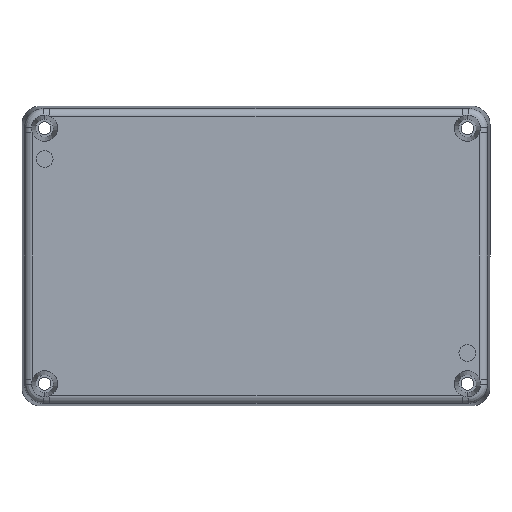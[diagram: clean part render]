
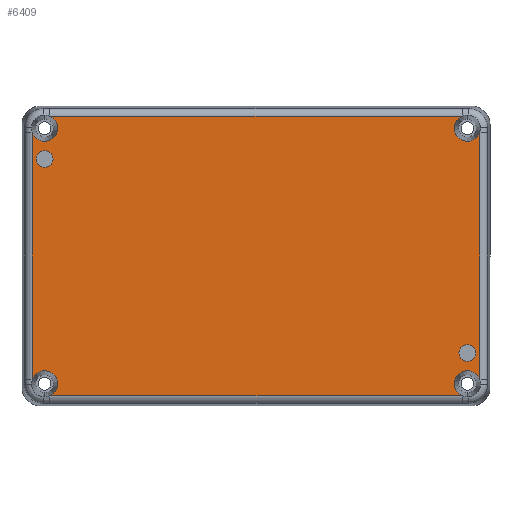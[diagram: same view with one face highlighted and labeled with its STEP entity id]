
A CAD part, front view. The second image highlights one B-rep face of the part: STEP entity #6409.
In plain terms, the highlighted planar face has unit normal (0, -1, 0).
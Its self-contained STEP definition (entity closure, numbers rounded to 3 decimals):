
#39 = CARTESIAN_POINT ( 'NONE',  ( -62.25, 0., 39.9 ) ) ;
#40 = AXIS2_PLACEMENT_3D ( 'NONE', #39, #113, #112 ) ;
#42 = FACE_OUTER_BOUND ( 'NONE', #6235, .T. ) ;
#43 = PLANE ( 'NONE',  #40 ) ;
#68 = FACE_BOUND ( 'NONE', #6229, .T. ) ;
#111 = FACE_BOUND ( 'NONE', #6232, .T. ) ;
#112 = DIRECTION ( 'NONE',  ( 0., 0., 1. ) ) ;
#113 = DIRECTION ( 'NONE',  ( 0., 1., 0. ) ) ;
#494 = DIRECTION ( 'NONE',  ( 0., -1., 0. ) ) ;
#495 = CARTESIAN_POINT ( 'NONE',  ( -56.25, 0., 34. ) ) ;
#497 = DIRECTION ( 'NONE',  ( 0., 0., -1. ) ) ;
#516 = DIRECTION ( 'NONE',  ( 0., 0., -1. ) ) ;
#517 = DIRECTION ( 'NONE',  ( 0., -1., 0. ) ) ;
#518 = CARTESIAN_POINT ( 'NONE',  ( -56.25, 0., -34. ) ) ;
#519 = AXIS2_PLACEMENT_3D ( 'NONE', #518, #517, #516 ) ;
#520 = CIRCLE ( 'NONE', #519, 3.5 ) ;
#582 = LINE ( 'NONE', #643, #642 ) ;
#641 = DIRECTION ( 'NONE',  ( 0., 0., -1. ) ) ;
#642 = VECTOR ( 'NONE', #641, 1000. ) ;
#643 = CARTESIAN_POINT ( 'NONE',  ( -59.551, 0., 39.9 ) ) ;
#645 = DIRECTION ( 'NONE',  ( 1., 0., 0. ) ) ;
#646 = VECTOR ( 'NONE', #645, 1000. ) ;
#647 = CARTESIAN_POINT ( 'NONE',  ( -62.25, 0., -37.201 ) ) ;
#648 = LINE ( 'NONE', #647, #646 ) ;
#649 = CARTESIAN_POINT ( 'NONE',  ( -54.836, 0., -37.201 ) ) ;
#654 = DIRECTION ( 'NONE',  ( 0., 0., -1. ) ) ;
#655 = DIRECTION ( 'NONE',  ( 0., -1., 0. ) ) ;
#656 = CARTESIAN_POINT ( 'NONE',  ( 56.25, 0., -34. ) ) ;
#657 = AXIS2_PLACEMENT_3D ( 'NONE', #656, #655, #654 ) ;
#658 = CIRCLE ( 'NONE', #657, 3.5 ) ;
#863 = DIRECTION ( 'NONE',  ( -1., 0., 0. ) ) ;
#864 = VECTOR ( 'NONE', #863, 1000. ) ;
#910 = CARTESIAN_POINT ( 'NONE',  ( -62.25, 0., 37.201 ) ) ;
#911 = LINE ( 'NONE', #910, #864 ) ;
#913 = DIRECTION ( 'NONE',  ( 0., 0., -1. ) ) ;
#914 = DIRECTION ( 'NONE',  ( 0., -1., 0. ) ) ;
#915 = CARTESIAN_POINT ( 'NONE',  ( 56.25, 0., 34. ) ) ;
#916 = AXIS2_PLACEMENT_3D ( 'NONE', #915, #914, #913 ) ;
#921 = CARTESIAN_POINT ( 'NONE',  ( 59.551, 0., -32.838 ) ) ;
#922 = CIRCLE ( 'NONE', #916, 3.5 ) ;
#923 = DIRECTION ( 'NONE',  ( 0., 0., 1. ) ) ;
#924 = VECTOR ( 'NONE', #923, 1000. ) ;
#925 = CARTESIAN_POINT ( 'NONE',  ( 59.551, 0., 39.9 ) ) ;
#926 = LINE ( 'NONE', #925, #924 ) ;
#927 = CARTESIAN_POINT ( 'NONE',  ( 59.551, 0., 32.838 ) ) ;
#2079 = CARTESIAN_POINT ( 'NONE',  ( -56.25, 0., -30.5 ) ) ;
#2090 = CARTESIAN_POINT ( 'NONE',  ( -59.551, 0., -32.838 ) ) ;
#2091 = CARTESIAN_POINT ( 'NONE',  ( -56.25, 0., -34. ) ) ;
#2105 = DIRECTION ( 'NONE',  ( 0., 0., -1. ) ) ;
#2106 = DIRECTION ( 'NONE',  ( 0., -1., 0. ) ) ;
#2107 = AXIS2_PLACEMENT_3D ( 'NONE', #2091, #2106, #2105 ) ;
#2108 = CIRCLE ( 'NONE', #2107, 3.5 ) ;
#2203 = DIRECTION ( 'NONE',  ( 0., 0., -1. ) ) ;
#2204 = DIRECTION ( 'NONE',  ( 0., -1., 0. ) ) ;
#2205 = CARTESIAN_POINT ( 'NONE',  ( 56.25, 0., -34. ) ) ;
#2206 = AXIS2_PLACEMENT_3D ( 'NONE', #2205, #2204, #2203 ) ;
#2207 = CIRCLE ( 'NONE', #2206, 3.5 ) ;
#2208 = CARTESIAN_POINT ( 'NONE',  ( 56.25, 0., -30.5 ) ) ;
#2226 = CARTESIAN_POINT ( 'NONE',  ( 54.836, 0., -37.201 ) ) ;
#3021 = CARTESIAN_POINT ( 'NONE',  ( 56.25, 0., 30.5 ) ) ;
#3023 = DIRECTION ( 'NONE',  ( 0., 0., -1. ) ) ;
#3024 = DIRECTION ( 'NONE',  ( 0., -1., 0. ) ) ;
#3028 = CARTESIAN_POINT ( 'NONE',  ( 56.25, 0., 34. ) ) ;
#3029 = AXIS2_PLACEMENT_3D ( 'NONE', #3028, #3024, #3023 ) ;
#3031 = CIRCLE ( 'NONE', #3029, 3.5 ) ;
#3182 = DIRECTION ( 'NONE',  ( 0., 0., 1. ) ) ;
#3183 = DIRECTION ( 'NONE',  ( 0., 1., 0. ) ) ;
#3184 = CARTESIAN_POINT ( 'NONE',  ( 56.25, 0., -25.8 ) ) ;
#3185 = AXIS2_PLACEMENT_3D ( 'NONE', #3184, #3183, #3182 ) ;
#3186 = CIRCLE ( 'NONE', #3185, 2.25 ) ;
#3223 = DIRECTION ( 'NONE',  ( 0., 0., 1. ) ) ;
#3224 = DIRECTION ( 'NONE',  ( 0., 1., 0. ) ) ;
#3225 = CARTESIAN_POINT ( 'NONE',  ( -56.25, 0., 25.8 ) ) ;
#3226 = AXIS2_PLACEMENT_3D ( 'NONE', #3225, #3224, #3223 ) ;
#3227 = CIRCLE ( 'NONE', #3226, 2.25 ) ;
#3503 = CARTESIAN_POINT ( 'NONE',  ( -56.25, 0., 30.5 ) ) ;
#3504 = DIRECTION ( 'NONE',  ( 0., 0., -1. ) ) ;
#3505 = DIRECTION ( 'NONE',  ( 0., -1., 0. ) ) ;
#3506 = CARTESIAN_POINT ( 'NONE',  ( -56.25, 0., 34. ) ) ;
#3507 = AXIS2_PLACEMENT_3D ( 'NONE', #3506, #3505, #3504 ) ;
#3514 = CARTESIAN_POINT ( 'NONE',  ( -59.551, 0., 32.838 ) ) ;
#3519 = CIRCLE ( 'NONE', #3507, 3.5 ) ;
#3662 = AXIS2_PLACEMENT_3D ( 'NONE', #3719, #3718, #3717 ) ;
#3663 = CIRCLE ( 'NONE', #3662, 2.25 ) ;
#3687 = CARTESIAN_POINT ( 'NONE',  ( -56.25, 0., 28.05 ) ) ;
#3688 = DIRECTION ( 'NONE',  ( 0., 0., 1. ) ) ;
#3689 = DIRECTION ( 'NONE',  ( 0., 1., 0. ) ) ;
#3690 = CARTESIAN_POINT ( 'NONE',  ( -56.25, 0., 25.8 ) ) ;
#3691 = AXIS2_PLACEMENT_3D ( 'NONE', #3690, #3689, #3688 ) ;
#3692 = CARTESIAN_POINT ( 'NONE',  ( -56.25, 0., 23.55 ) ) ;
#3698 = CIRCLE ( 'NONE', #3691, 2.25 ) ;
#3715 = CARTESIAN_POINT ( 'NONE',  ( 56.25, 0., -23.55 ) ) ;
#3716 = CARTESIAN_POINT ( 'NONE',  ( 56.25, 0., -28.05 ) ) ;
#3717 = DIRECTION ( 'NONE',  ( 0., 0., 1. ) ) ;
#3718 = DIRECTION ( 'NONE',  ( 0., 1., 0. ) ) ;
#3719 = CARTESIAN_POINT ( 'NONE',  ( 56.25, 0., -25.8 ) ) ;
#3995 = CARTESIAN_POINT ( 'NONE',  ( 54.836, 0., 37.201 ) ) ;
#5762 = VERTEX_POINT ( 'NONE', #2079 ) ;
#5764 = EDGE_CURVE ( 'NONE', #5762, #5765, #2108, .T. ) ;
#5765 = VERTEX_POINT ( 'NONE', #2090 ) ;
#5785 = VERTEX_POINT ( 'NONE', #2208 ) ;
#5787 = EDGE_CURVE ( 'NONE', #5785, #5788, #2207, .T. ) ;
#5788 = VERTEX_POINT ( 'NONE', #2226 ) ;
#5871 = EDGE_CURVE ( 'NONE', #5955, #5873, #3031, .T. ) ;
#5873 = VERTEX_POINT ( 'NONE', #3021 ) ;
#5893 = VERTEX_POINT ( 'NONE', #3514 ) ;
#5895 = EDGE_CURVE ( 'NONE', #5893, #5896, #3519, .T. ) ;
#5896 = VERTEX_POINT ( 'NONE', #3503 ) ;
#5955 = VERTEX_POINT ( 'NONE', #3995 ) ;
#6229 = EDGE_LOOP ( 'NONE', ( #6230, #6231 ) ) ;
#6230 = ORIENTED_EDGE ( 'NONE', *, *, #7095, .T. ) ;
#6231 = ORIENTED_EDGE ( 'NONE', *, *, #7184, .T. ) ;
#6232 = EDGE_LOOP ( 'NONE', ( #6233, #6234 ) ) ;
#6233 = ORIENTED_EDGE ( 'NONE', *, *, #7105, .T. ) ;
#6234 = ORIENTED_EDGE ( 'NONE', *, *, #7200, .T. ) ;
#6235 = EDGE_LOOP ( 'NONE', ( #6236, #6237, #6239, #6240, #6243, #6247, #6248, #6350, #6353, #6355, #6356, #6359 ) ) ;
#6236 = ORIENTED_EDGE ( 'NONE', *, *, #5895, .F. ) ;
#6237 = ORIENTED_EDGE ( 'NONE', *, *, #6238, .T. ) ;
#6238 = EDGE_CURVE ( 'NONE', #5893, #5765, #582, .T. ) ;
#6239 = ORIENTED_EDGE ( 'NONE', *, *, #5764, .F. ) ;
#6240 = ORIENTED_EDGE ( 'NONE', *, *, #6241, .F. ) ;
#6241 = EDGE_CURVE ( 'NONE', #6242, #5762, #520, .T. ) ;
#6242 = VERTEX_POINT ( 'NONE', #649 ) ;
#6243 = ORIENTED_EDGE ( 'NONE', *, *, #6244, .T. ) ;
#6244 = EDGE_CURVE ( 'NONE', #6242, #5788, #648, .T. ) ;
#6247 = ORIENTED_EDGE ( 'NONE', *, *, #5787, .F. ) ;
#6248 = ORIENTED_EDGE ( 'NONE', *, *, #6249, .F. ) ;
#6249 = EDGE_CURVE ( 'NONE', #6349, #5785, #658, .T. ) ;
#6349 = VERTEX_POINT ( 'NONE', #921 ) ;
#6350 = ORIENTED_EDGE ( 'NONE', *, *, #6351, .T. ) ;
#6351 = EDGE_CURVE ( 'NONE', #6349, #6352, #926, .T. ) ;
#6352 = VERTEX_POINT ( 'NONE', #927 ) ;
#6353 = ORIENTED_EDGE ( 'NONE', *, *, #6354, .F. ) ;
#6354 = EDGE_CURVE ( 'NONE', #5873, #6352, #922, .T. ) ;
#6355 = ORIENTED_EDGE ( 'NONE', *, *, #5871, .F. ) ;
#6356 = ORIENTED_EDGE ( 'NONE', *, *, #6357, .T. ) ;
#6357 = EDGE_CURVE ( 'NONE', #5955, #6358, #911, .T. ) ;
#6358 = VERTEX_POINT ( 'NONE', #7310 ) ;
#6359 = ORIENTED_EDGE ( 'NONE', *, *, #6360, .F. ) ;
#6360 = EDGE_CURVE ( 'NONE', #5896, #6358, #7308, .T. ) ;
#6409 = ADVANCED_FACE ( 'NONE', ( #68, #111, #42 ), #43, .F. ) ;
#7095 = EDGE_CURVE ( 'NONE', #7186, #7185, #3186, .T. ) ;
#7105 = EDGE_CURVE ( 'NONE', #7202, #7201, #3227, .T. ) ;
#7184 = EDGE_CURVE ( 'NONE', #7185, #7186, #3663, .T. ) ;
#7185 = VERTEX_POINT ( 'NONE', #3716 ) ;
#7186 = VERTEX_POINT ( 'NONE', #3715 ) ;
#7200 = EDGE_CURVE ( 'NONE', #7201, #7202, #3698, .T. ) ;
#7201 = VERTEX_POINT ( 'NONE', #3692 ) ;
#7202 = VERTEX_POINT ( 'NONE', #3687 ) ;
#7307 = AXIS2_PLACEMENT_3D ( 'NONE', #495, #494, #497 ) ;
#7308 = CIRCLE ( 'NONE', #7307, 3.5 ) ;
#7310 = CARTESIAN_POINT ( 'NONE',  ( -54.836, 0., 37.201 ) ) ;
